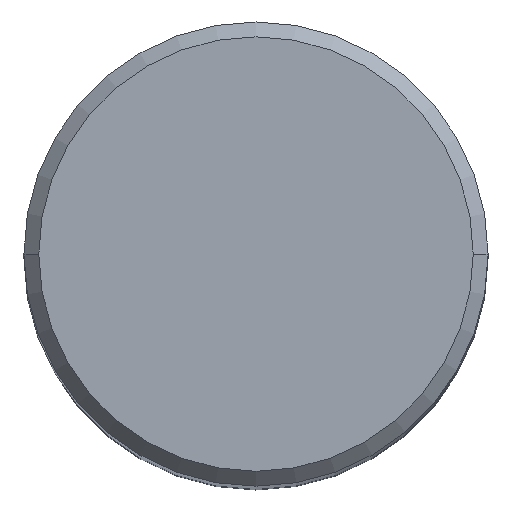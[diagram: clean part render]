
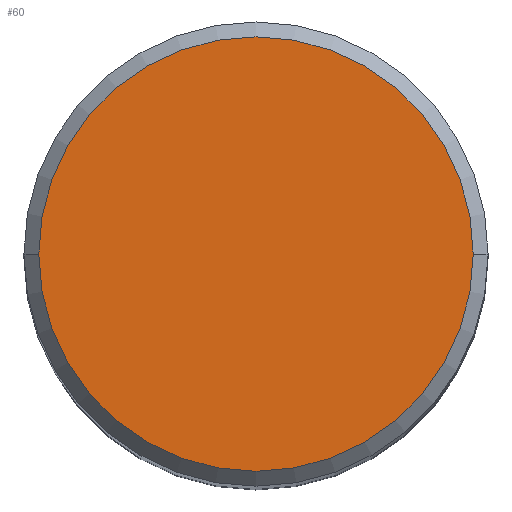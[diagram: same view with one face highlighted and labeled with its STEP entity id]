
A CAD part, top view. The second image highlights one B-rep face of the part: STEP entity #60.
In plain terms, the highlighted planar face has unit normal (0, 0, 1).
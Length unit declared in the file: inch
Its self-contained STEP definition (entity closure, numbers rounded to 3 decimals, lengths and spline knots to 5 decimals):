
#3 = DIRECTION ( 'NONE',  ( 0., 0., -1. ) ) ;
#9 = EDGE_LOOP ( 'NONE', ( #69, #44 ) ) ;
#27 = CIRCLE ( 'NONE', #99, 0.2925 ) ;
#38 = FACE_OUTER_BOUND ( 'NONE', #9, .T. ) ;
#44 = ORIENTED_EDGE ( 'NONE', *, *, #180, .T. ) ;
#50 = CARTESIAN_POINT ( 'NONE',  ( 0., 0., 0. ) ) ;
#60 = ADVANCED_FACE ( 'NONE', ( #38 ), #309, .F. ) ;
#69 = ORIENTED_EDGE ( 'NONE', *, *, #372, .T. ) ;
#75 = AXIS2_PLACEMENT_3D ( 'NONE', #50, #285, #125 ) ;
#76 = DIRECTION ( 'NONE',  ( -1., 0., 0. ) ) ;
#99 = AXIS2_PLACEMENT_3D ( 'NONE', #201, #205, #363 ) ;
#125 = DIRECTION ( 'NONE',  ( 1., 0., 0. ) ) ;
#180 = EDGE_CURVE ( 'NONE', #202, #264, #189, .T. ) ;
#189 = CIRCLE ( 'NONE', #75, 0.2925 ) ;
#201 = CARTESIAN_POINT ( 'NONE',  ( 0., 0., 0. ) ) ;
#202 = VERTEX_POINT ( 'NONE', #229 ) ;
#205 = DIRECTION ( 'NONE',  ( 0., 0., 1. ) ) ;
#229 = CARTESIAN_POINT ( 'NONE',  ( 0.2925, 0., 0. ) ) ;
#264 = VERTEX_POINT ( 'NONE', #386 ) ;
#285 = DIRECTION ( 'NONE',  ( 0., 0., 1. ) ) ;
#297 = AXIS2_PLACEMENT_3D ( 'NONE', #385, #3, #76 ) ;
#309 = PLANE ( 'NONE',  #297 ) ;
#363 = DIRECTION ( 'NONE',  ( 1., 0., 0. ) ) ;
#372 = EDGE_CURVE ( 'NONE', #264, #202, #27, .T. ) ;
#385 = CARTESIAN_POINT ( 'NONE',  ( 0., 0.2925, 0. ) ) ;
#386 = CARTESIAN_POINT ( 'NONE',  ( -0.2925, 0., 0. ) ) ;
